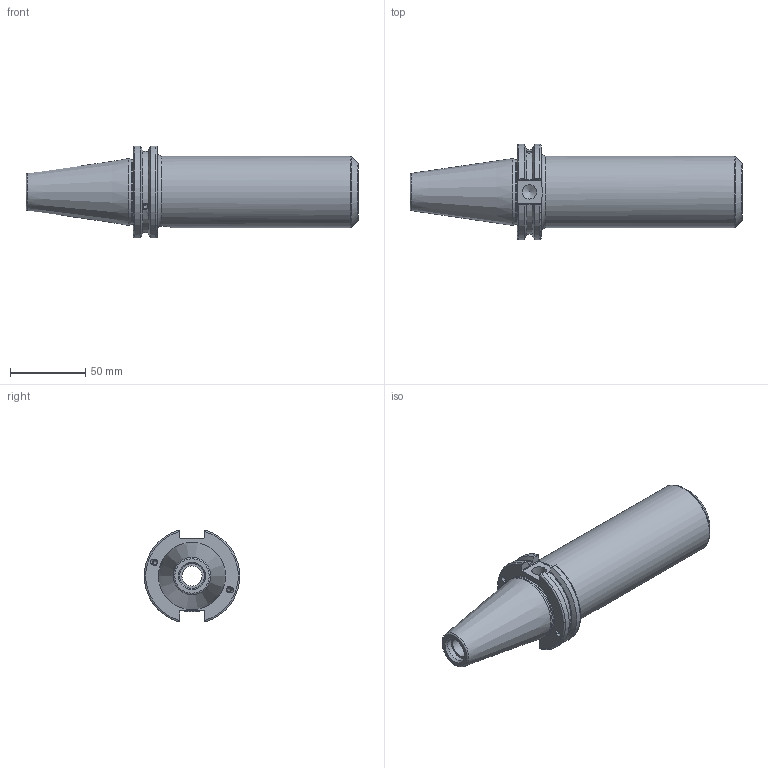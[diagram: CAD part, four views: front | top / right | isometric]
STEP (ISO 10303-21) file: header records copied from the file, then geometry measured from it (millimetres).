
FILE_DESCRIPTION(/* description */ (''),/* implementation_level */ '2;1');
FILE_NAME(/* name */ 'AK112B.stp',/* time_stamp */ '2025-01-02T14:39:03+09:00',/* author */ ('YSH'),/* organization */ (''),/* preprocessor_version */ 'ST-DEVELOPER v20',/* originating_system */ 'Autodesk Inventor 2025',/* authorisation */ '');
FILE_SCHEMA (('AUTOMOTIVE_DESIGN { 1 0 10303 214 3 1 1 }'));
Length unit declared in the file: millimetre
Products named in the file (1): LO-CAT40ADB-EMH22.225-152.4
Bounding box: 220.65 x 63.26 x 61.09 mm (x, y, z)
Volume: 289836.3 mm3; surface area: 49163.5 mm2
Topology: 1 solids, 1 shells, 87 faces, 241 edges, 158 vertices
Faces by surface type: plane 37, cylinder 29, cone 11, torus 10
Full cylindrical faces by diameter (mm): 3.242 x8, 4 x2, 4.2 x2, 9.525 x1, 13.386 x1, 16.3 x1, 22.225 x1, 23.425 x1, 43.6 x1, 47.752 x1
Entity records: 3107 total; most frequent: CARTESIAN_POINT 868, ORIENTED_EDGE 476, DIRECTION 452, EDGE_CURVE 238, AXIS2_PLACEMENT_3D 184, VERTEX_POINT 158, EDGE_LOOP 102, FACE_OUTER_BOUND 87
